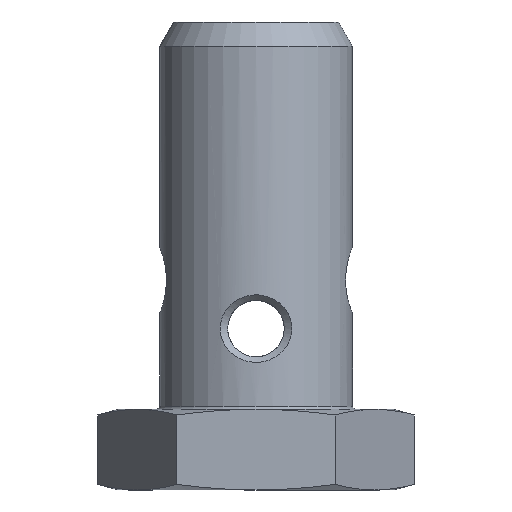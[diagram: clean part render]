
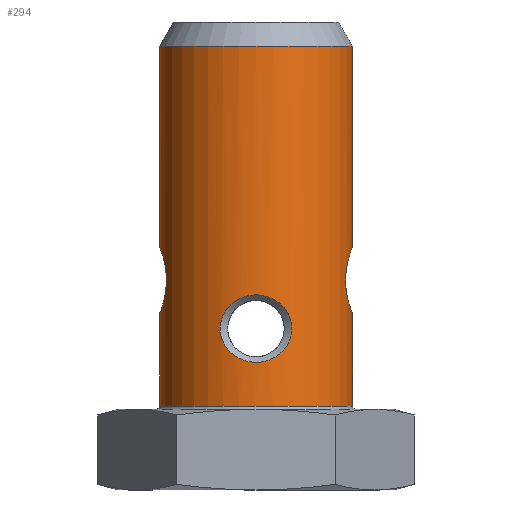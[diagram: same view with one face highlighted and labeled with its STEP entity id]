
A CAD part, left-side view. The second image highlights one B-rep face of the part: STEP entity #294.
In plain terms, the highlighted cylindrical face has radius 5.98 mm (diameter 11.96 mm), a full revolution.
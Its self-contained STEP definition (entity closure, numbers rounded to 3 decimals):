
#137=CARTESIAN_POINT('',(-2.222,-5.552,8.));
#138=VERTEX_POINT('',#137);
#169=CARTESIAN_POINT('',(-2.222,-5.552,8.));
#170=CARTESIAN_POINT('',(-2.222,-5.552,7.895));
#171=CARTESIAN_POINT('',(-2.209,-5.556,7.672));
#172=CARTESIAN_POINT('',(-2.07,-5.613,7.168));
#173=CARTESIAN_POINT('',(-1.762,-5.717,6.696));
#174=CARTESIAN_POINT('',(-1.043,-5.925,6.011));
#175=CARTESIAN_POINT('',(0.571,-6.085,5.676));
#176=CARTESIAN_POINT('',(1.996,-5.65,6.74));
#177=CARTESIAN_POINT('',(2.296,-5.519,8.));
#178=CARTESIAN_POINT('',(2.,-5.651,9.26));
#179=CARTESIAN_POINT('',(0.566,-6.084,10.323));
#180=CARTESIAN_POINT('',(-1.042,-5.924,9.989));
#181=CARTESIAN_POINT('',(-1.762,-5.717,9.304));
#182=CARTESIAN_POINT('',(-2.07,-5.613,8.832));
#183=CARTESIAN_POINT('',(-2.209,-5.556,8.328));
#184=CARTESIAN_POINT('',(-2.222,-5.552,8.105));
#185=CARTESIAN_POINT('',(-2.222,-5.552,8.));
#186=B_SPLINE_CURVE_WITH_KNOTS('',3,(#169,#170,#171,#172,#173,#174,#175,#176,#177,#178,#179,#180,#181,#182,#183,#184,#185),.UNSPECIFIED.,.T.,.U.,(4,1,1,1,1,1,1,1,1,1,1,1,1,1,4),(-1.318,-1.271,-1.223,-1.176,-1.129,-0.941,-0.753,-0.659,-0.565,-0.376,-0.188,-0.141,-0.094,-0.047,0.0),.UNSPECIFIED.);
#187=EDGE_CURVE('',#138,#138,#186,.T.);
#192=CARTESIAN_POINT('',(0.0,0.0,0.0));
#193=DIRECTION('',(0.0,0.0,1.0));
#194=DIRECTION('',(-1.0,0.0,0.0));
#195=AXIS2_PLACEMENT_3D('',#192,#193,#194);
#196=CYLINDRICAL_SURFACE('',#195,5.98);
#197=CARTESIAN_POINT('',(5.98,0.,0.2));
#198=VERTEX_POINT('',#197);
#199=CARTESIAN_POINT('',(0.0,0.0,0.2));
#200=DIRECTION('',(0.0,0.0,-1.0));
#201=DIRECTION('',(-1.0,0.0,0.0));
#202=AXIS2_PLACEMENT_3D('',#199,#200,#201);
#203=CIRCLE('',#202,5.98);
#204=EDGE_CURVE('',#198,#198,#203,.T.);
#205=ORIENTED_EDGE('',*,*,#204,.F.);
#206=EDGE_LOOP('',(#205));
#207=FACE_OUTER_BOUND('',#206,.T.);
#208=CARTESIAN_POINT('',(-2.222,5.552,8.));
#209=VERTEX_POINT('',#208);
#210=CARTESIAN_POINT('',(-2.222,5.552,8.));
#211=CARTESIAN_POINT('',(-2.222,5.552,8.105));
#212=CARTESIAN_POINT('',(-2.209,5.556,8.328));
#213=CARTESIAN_POINT('',(-2.07,5.613,8.832));
#214=CARTESIAN_POINT('',(-1.762,5.717,9.304));
#215=CARTESIAN_POINT('',(-1.043,5.925,9.989));
#216=CARTESIAN_POINT('',(0.571,6.085,10.324));
#217=CARTESIAN_POINT('',(1.996,5.65,9.26));
#218=CARTESIAN_POINT('',(2.296,5.519,8.));
#219=CARTESIAN_POINT('',(2.,5.651,6.74));
#220=CARTESIAN_POINT('',(0.566,6.084,5.677));
#221=CARTESIAN_POINT('',(-1.042,5.924,6.011));
#222=CARTESIAN_POINT('',(-1.762,5.717,6.696));
#223=CARTESIAN_POINT('',(-2.07,5.613,7.168));
#224=CARTESIAN_POINT('',(-2.209,5.556,7.672));
#225=CARTESIAN_POINT('',(-2.222,5.552,7.895));
#226=CARTESIAN_POINT('',(-2.222,5.552,8.));
#227=B_SPLINE_CURVE_WITH_KNOTS('',3,(#210,#211,#212,#213,#214,#215,#216,#217,#218,#219,#220,#221,#222,#223,#224,#225,#226),.UNSPECIFIED.,.T.,.U.,(4,1,1,1,1,1,1,1,1,1,1,1,1,1,4),(-1.318,-1.271,-1.223,-1.176,-1.129,-0.941,-0.753,-0.659,-0.565,-0.376,-0.188,-0.141,-0.094,-0.047,0.0),.UNSPECIFIED.);
#228=EDGE_CURVE('',#209,#209,#227,.T.);
#229=ORIENTED_EDGE('',*,*,#228,.F.);
#230=EDGE_LOOP('',(#229));
#231=FACE_BOUND('',#230,.T.);
#232=CARTESIAN_POINT('',(5.552,2.222,5.0));
#233=VERTEX_POINT('',#232);
#234=CARTESIAN_POINT('',(5.552,2.222,5.));
#235=CARTESIAN_POINT('',(5.552,2.222,5.105));
#236=CARTESIAN_POINT('',(5.557,2.21,5.328));
#237=CARTESIAN_POINT('',(5.613,2.07,5.832));
#238=CARTESIAN_POINT('',(5.717,1.762,6.303));
#239=CARTESIAN_POINT('',(5.925,1.043,6.989));
#240=CARTESIAN_POINT('',(6.085,-0.571,7.324));
#241=CARTESIAN_POINT('',(5.65,-1.996,6.26));
#242=CARTESIAN_POINT('',(5.519,-2.296,5.));
#243=CARTESIAN_POINT('',(5.652,-1.999,3.74));
#244=CARTESIAN_POINT('',(6.078,-0.574,2.679));
#245=CARTESIAN_POINT('',(5.927,1.045,3.009));
#246=CARTESIAN_POINT('',(5.718,1.764,3.696));
#247=CARTESIAN_POINT('',(5.614,2.071,4.167));
#248=CARTESIAN_POINT('',(5.557,2.21,4.672));
#249=CARTESIAN_POINT('',(5.553,2.222,4.895));
#250=CARTESIAN_POINT('',(5.552,2.222,5.));
#251=B_SPLINE_CURVE_WITH_KNOTS('',3,(#234,#235,#236,#237,#238,#239,#240,#241,#242,#243,#244,#245,#246,#247,#248,#249,#250),.UNSPECIFIED.,.T.,.U.,(4,1,1,1,1,1,1,1,1,1,1,1,1,1,4),(-1.318,-1.271,-1.223,-1.176,-1.129,-0.941,-0.753,-0.659,-0.565,-0.376,-0.188,-0.141,-0.094,-0.047,0.0),.UNSPECIFIED.);
#252=EDGE_CURVE('',#233,#233,#251,.T.);
#253=ORIENTED_EDGE('',*,*,#252,.F.);
#254=EDGE_LOOP('',(#253));
#255=FACE_BOUND('',#254,.T.);
#256=CARTESIAN_POINT('',(5.98,0.,22.5));
#257=VERTEX_POINT('',#256);
#258=CARTESIAN_POINT('',(0.0,0.0,22.5));
#259=DIRECTION('',(0.0,0.0,1.0));
#260=DIRECTION('',(-1.0,0.0,0.0));
#261=AXIS2_PLACEMENT_3D('',#258,#259,#260);
#262=CIRCLE('',#261,5.98);
#263=EDGE_CURVE('',#257,#257,#262,.T.);
#264=ORIENTED_EDGE('',*,*,#263,.F.);
#265=EDGE_LOOP('',(#264));
#266=FACE_BOUND('',#265,.T.);
#267=CARTESIAN_POINT('',(-5.552,2.222,5.));
#268=VERTEX_POINT('',#267);
#269=CARTESIAN_POINT('',(-5.552,2.222,5.));
#270=CARTESIAN_POINT('',(-5.552,2.222,4.895));
#271=CARTESIAN_POINT('',(-5.556,2.209,4.672));
#272=CARTESIAN_POINT('',(-5.613,2.07,4.168));
#273=CARTESIAN_POINT('',(-5.717,1.762,3.696));
#274=CARTESIAN_POINT('',(-5.925,1.043,3.011));
#275=CARTESIAN_POINT('',(-6.085,-0.571,2.676));
#276=CARTESIAN_POINT('',(-5.65,-1.996,3.74));
#277=CARTESIAN_POINT('',(-5.519,-2.296,5.));
#278=CARTESIAN_POINT('',(-5.651,-2.,6.26));
#279=CARTESIAN_POINT('',(-6.084,-0.566,7.323));
#280=CARTESIAN_POINT('',(-5.925,1.042,6.989));
#281=CARTESIAN_POINT('',(-5.717,1.762,6.304));
#282=CARTESIAN_POINT('',(-5.613,2.07,5.832));
#283=CARTESIAN_POINT('',(-5.556,2.209,5.328));
#284=CARTESIAN_POINT('',(-5.552,2.222,5.105));
#285=CARTESIAN_POINT('',(-5.552,2.222,5.));
#286=B_SPLINE_CURVE_WITH_KNOTS('',3,(#269,#270,#271,#272,#273,#274,#275,#276,#277,#278,#279,#280,#281,#282,#283,#284,#285),.UNSPECIFIED.,.T.,.U.,(4,1,1,1,1,1,1,1,1,1,1,1,1,1,4),(-1.318,-1.271,-1.223,-1.176,-1.129,-0.941,-0.753,-0.659,-0.565,-0.376,-0.188,-0.141,-0.094,-0.047,0.0),.UNSPECIFIED.);
#287=EDGE_CURVE('',#268,#268,#286,.T.);
#288=ORIENTED_EDGE('',*,*,#287,.F.);
#289=EDGE_LOOP('',(#288));
#290=FACE_BOUND('',#289,.T.);
#291=ORIENTED_EDGE('',*,*,#187,.F.);
#292=EDGE_LOOP('',(#291));
#293=FACE_BOUND('',#292,.T.);
#294=ADVANCED_FACE('',(#207,#231,#255,#266,#290,#293),#196,.T.);
